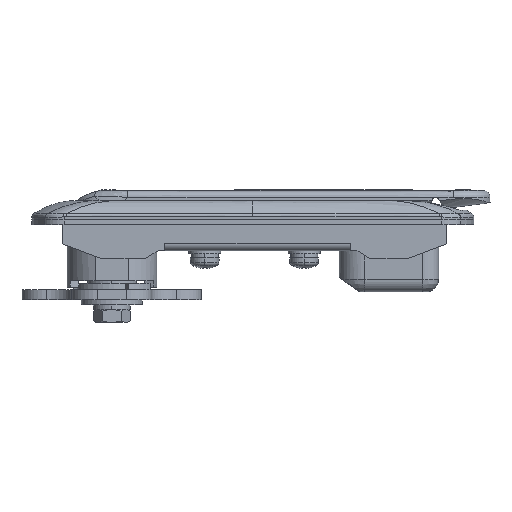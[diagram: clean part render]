
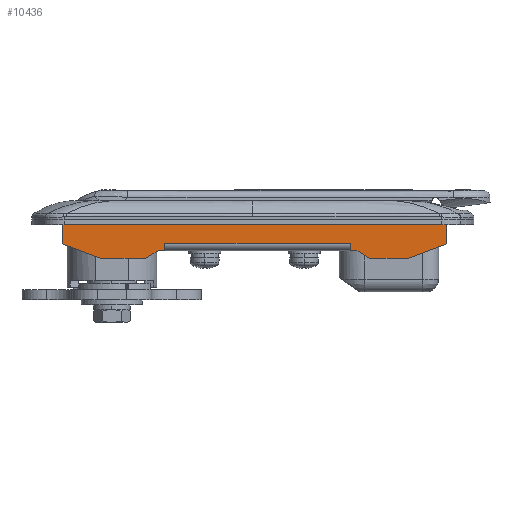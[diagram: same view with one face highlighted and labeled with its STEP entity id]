
A CAD part, left-side view. The second image highlights one B-rep face of the part: STEP entity #10436.
In plain terms, the highlighted planar face has unit normal (-1, 0, 0).
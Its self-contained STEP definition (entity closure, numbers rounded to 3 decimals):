
#158 = DIRECTION ( 'NONE',  ( 0., 0.936, 0.351 ) ) ;
#277 = DIRECTION ( 'NONE',  ( 0., 1., 0. ) ) ;
#393 = EDGE_CURVE ( 'NONE', #9663, #17298, #8381, .T. ) ;
#556 = LINE ( 'NONE', #10103, #19393 ) ;
#844 = CARTESIAN_POINT ( 'NONE',  ( -15.55, -16.5, 0. ) ) ;
#1216 = LINE ( 'NONE', #844, #10087 ) ;
#1857 = DIRECTION ( 'NONE',  ( 0., 0., -1. ) ) ;
#1882 = VECTOR ( 'NONE', #6164, 1000. ) ;
#2004 = CARTESIAN_POINT ( 'NONE',  ( -15.55, -74.5, 2.3 ) ) ;
#2247 = CARTESIAN_POINT ( 'NONE',  ( -15.55, 15.5, 2.1 ) ) ;
#2256 = LINE ( 'NONE', #9461, #13755 ) ;
#2276 = CARTESIAN_POINT ( 'NONE',  ( -15.55, 15.5, 8.1 ) ) ;
#2330 = VERTEX_POINT ( 'NONE', #20845 ) ;
#2797 = ORIENTED_EDGE ( 'NONE', *, *, #21172, .F. ) ;
#2905 = CARTESIAN_POINT ( 'NONE',  ( -15.55, -104.5, 8.1 ) ) ;
#2946 = EDGE_CURVE ( 'NONE', #3815, #7459, #13838, .T. ) ;
#3106 = EDGE_CURVE ( 'NONE', #12798, #6182, #3387, .T. ) ;
#3387 = LINE ( 'NONE', #12917, #12266 ) ;
#3815 = VERTEX_POINT ( 'NONE', #8177 ) ;
#3942 = EDGE_CURVE ( 'NONE', #15752, #5333, #18034, .T. ) ;
#4302 = ORIENTED_EDGE ( 'NONE', *, *, #3942, .F. ) ;
#4364 = ORIENTED_EDGE ( 'NONE', *, *, #19503, .F. ) ;
#4423 = VECTOR ( 'NONE', #10784, 1000. ) ;
#4595 = FACE_OUTER_BOUND ( 'NONE', #7084, .T. ) ;
#4746 = LINE ( 'NONE', #11678, #9689 ) ;
#5227 = EDGE_CURVE ( 'NONE', #2330, #13007, #18517, .T. ) ;
#5333 = VERTEX_POINT ( 'NONE', #18178 ) ;
#5496 = EDGE_CURVE ( 'NONE', #6182, #11041, #2256, .T. ) ;
#5823 = DIRECTION ( 'NONE',  ( 0., 0., -1. ) ) ;
#5973 = CARTESIAN_POINT ( 'NONE',  ( -15.55, -10.5, -2.4 ) ) ;
#6091 = LINE ( 'NONE', #2276, #9723 ) ;
#6164 = DIRECTION ( 'NONE',  ( 0., 1., 0. ) ) ;
#6182 = VERTEX_POINT ( 'NONE', #15938 ) ;
#6234 = EDGE_CURVE ( 'NONE', #11041, #15752, #13213, .T. ) ;
#6373 = ORIENTED_EDGE ( 'NONE', *, *, #5227, .F. ) ;
#6497 = VERTEX_POINT ( 'NONE', #2247 ) ;
#6677 = ORIENTED_EDGE ( 'NONE', *, *, #393, .T. ) ;
#6794 = PLANE ( 'NONE',  #18628 ) ;
#7084 = EDGE_LOOP ( 'NONE', ( #6677, #10151, #19809, #2797, #16581, #17223, #8697, #4302, #10067, #20950, #21136, #4364, #6373, #11362 ) ) ;
#7459 = VERTEX_POINT ( 'NONE', #16087 ) ;
#7927 = DIRECTION ( 'NONE',  ( 0., 0.857, 0.514 ) ) ;
#8177 = CARTESIAN_POINT ( 'NONE',  ( -15.55, -14.5, 0. ) ) ;
#8381 = LINE ( 'NONE', #12974, #1882 ) ;
#8468 = DIRECTION ( 'NONE',  ( 0., 1., 0. ) ) ;
#8697 = ORIENTED_EDGE ( 'NONE', *, *, #9477, .F. ) ;
#9069 = DIRECTION ( 'NONE',  ( 0., 1., 0. ) ) ;
#9159 = DIRECTION ( 'NONE',  ( 0., 0., 1. ) ) ;
#9461 = CARTESIAN_POINT ( 'NONE',  ( -15.55, -76.5, 0. ) ) ;
#9477 = EDGE_CURVE ( 'NONE', #5333, #15209, #1216, .T. ) ;
#9663 = VERTEX_POINT ( 'NONE', #2905 ) ;
#9689 = VECTOR ( 'NONE', #18533, 1000. ) ;
#9723 = VECTOR ( 'NONE', #9159, 1000. ) ;
#10067 = ORIENTED_EDGE ( 'NONE', *, *, #6234, .F. ) ;
#10087 = VECTOR ( 'NONE', #5823, 1000. ) ;
#10103 = CARTESIAN_POINT ( 'NONE',  ( -15.55, 15.5, 2.1 ) ) ;
#10151 = ORIENTED_EDGE ( 'NONE', *, *, #12382, .F. ) ;
#10436 = ADVANCED_FACE ( 'NONE', ( #4595 ), #6794, .F. ) ;
#10782 = CARTESIAN_POINT ( 'NONE',  ( -15.55, -14.5, 0. ) ) ;
#10784 = DIRECTION ( 'NONE',  ( 0., 0.857, -0.514 ) ) ;
#10852 = CARTESIAN_POINT ( 'NONE',  ( -15.55, -16.5, 0. ) ) ;
#10903 = VECTOR ( 'NONE', #8468, 1000. ) ;
#11041 = VERTEX_POINT ( 'NONE', #20062 ) ;
#11054 = CARTESIAN_POINT ( 'NONE',  ( -15.55, 3.5, -2.4 ) ) ;
#11077 = CARTESIAN_POINT ( 'NONE',  ( -15.55, -74.5, 0. ) ) ;
#11362 = ORIENTED_EDGE ( 'NONE', *, *, #14211, .F. ) ;
#11428 = LINE ( 'NONE', #15002, #10903 ) ;
#11678 = CARTESIAN_POINT ( 'NONE',  ( -15.55, -104.5, 2.1 ) ) ;
#11837 = CARTESIAN_POINT ( 'NONE',  ( -15.55, -74.5, 8.1 ) ) ;
#11926 = VECTOR ( 'NONE', #20168, 1000. ) ;
#11991 = VECTOR ( 'NONE', #14168, 1000. ) ;
#12232 = CARTESIAN_POINT ( 'NONE',  ( -15.55, -74.5, 2.3 ) ) ;
#12266 = VECTOR ( 'NONE', #7927, 1000. ) ;
#12382 = EDGE_CURVE ( 'NONE', #6497, #17298, #6091, .T. ) ;
#12798 = VERTEX_POINT ( 'NONE', #20783 ) ;
#12917 = CARTESIAN_POINT ( 'NONE',  ( -15.55, -76.5, 0. ) ) ;
#12974 = CARTESIAN_POINT ( 'NONE',  ( -15.55, -74.5, 8.1 ) ) ;
#13007 = VERTEX_POINT ( 'NONE', #20570 ) ;
#13213 = LINE ( 'NONE', #11077, #16084 ) ;
#13755 = VECTOR ( 'NONE', #14399, 1000. ) ;
#13838 = LINE ( 'NONE', #5973, #4423 ) ;
#14168 = DIRECTION ( 'NONE',  ( 0., 1., 0. ) ) ;
#14211 = EDGE_CURVE ( 'NONE', #9663, #2330, #4746, .T. ) ;
#14399 = DIRECTION ( 'NONE',  ( 0., 1., 0. ) ) ;
#15002 = CARTESIAN_POINT ( 'NONE',  ( -15.55, -80.5, -2.4 ) ) ;
#15138 = DIRECTION ( 'NONE',  ( 1., 0., 0. ) ) ;
#15209 = VERTEX_POINT ( 'NONE', #10852 ) ;
#15572 = EDGE_CURVE ( 'NONE', #17453, #6497, #556, .T. ) ;
#15752 = VERTEX_POINT ( 'NONE', #12232 ) ;
#15921 = LINE ( 'NONE', #10782, #11991 ) ;
#15938 = CARTESIAN_POINT ( 'NONE',  ( -15.55, -76.5, 0. ) ) ;
#16084 = VECTOR ( 'NONE', #19542, 1000. ) ;
#16087 = CARTESIAN_POINT ( 'NONE',  ( -15.55, -10.5, -2.4 ) ) ;
#16581 = ORIENTED_EDGE ( 'NONE', *, *, #2946, .F. ) ;
#17024 = CARTESIAN_POINT ( 'NONE',  ( -15.55, 15.5, 8.1 ) ) ;
#17223 = ORIENTED_EDGE ( 'NONE', *, *, #18587, .F. ) ;
#17298 = VERTEX_POINT ( 'NONE', #17024 ) ;
#17453 = VERTEX_POINT ( 'NONE', #20703 ) ;
#18034 = LINE ( 'NONE', #2004, #18308 ) ;
#18178 = CARTESIAN_POINT ( 'NONE',  ( -15.55, -16.5, 2.3 ) ) ;
#18308 = VECTOR ( 'NONE', #277, 1000. ) ;
#18517 = LINE ( 'NONE', #21478, #11926 ) ;
#18533 = DIRECTION ( 'NONE',  ( 0., 0., -1. ) ) ;
#18587 = EDGE_CURVE ( 'NONE', #15209, #3815, #15921, .T. ) ;
#18628 = AXIS2_PLACEMENT_3D ( 'NONE', #11837, #15138, #1857 ) ;
#18798 = VECTOR ( 'NONE', #9069, 1000. ) ;
#19393 = VECTOR ( 'NONE', #158, 1000. ) ;
#19503 = EDGE_CURVE ( 'NONE', #13007, #12798, #11428, .T. ) ;
#19542 = DIRECTION ( 'NONE',  ( 0., 0., 1. ) ) ;
#19809 = ORIENTED_EDGE ( 'NONE', *, *, #15572, .F. ) ;
#20062 = CARTESIAN_POINT ( 'NONE',  ( -15.55, -74.5, 0. ) ) ;
#20168 = DIRECTION ( 'NONE',  ( 0., 0.936, -0.351 ) ) ;
#20570 = CARTESIAN_POINT ( 'NONE',  ( -15.55, -92.5, -2.4 ) ) ;
#20594 = LINE ( 'NONE', #11054, #18798 ) ;
#20703 = CARTESIAN_POINT ( 'NONE',  ( -15.55, 3.5, -2.4 ) ) ;
#20783 = CARTESIAN_POINT ( 'NONE',  ( -15.55, -80.5, -2.4 ) ) ;
#20845 = CARTESIAN_POINT ( 'NONE',  ( -15.55, -104.5, 2.1 ) ) ;
#20950 = ORIENTED_EDGE ( 'NONE', *, *, #5496, .F. ) ;
#21136 = ORIENTED_EDGE ( 'NONE', *, *, #3106, .F. ) ;
#21172 = EDGE_CURVE ( 'NONE', #7459, #17453, #20594, .T. ) ;
#21478 = CARTESIAN_POINT ( 'NONE',  ( -15.55, -92.5, -2.4 ) ) ;
